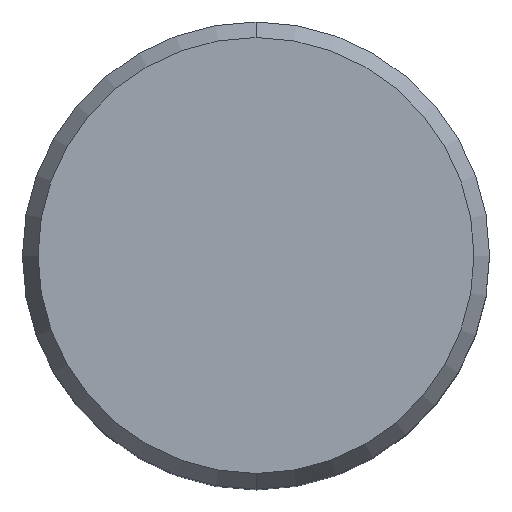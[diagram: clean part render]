
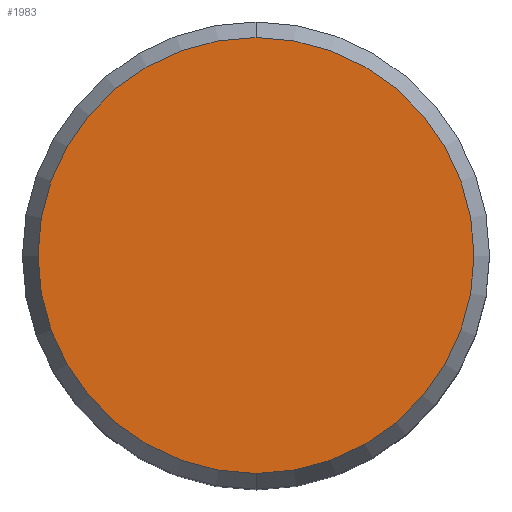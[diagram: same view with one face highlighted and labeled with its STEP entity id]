
A CAD part, top view. The second image highlights one B-rep face of the part: STEP entity #1983.
In plain terms, the highlighted planar face has unit normal (0, 0, 1).
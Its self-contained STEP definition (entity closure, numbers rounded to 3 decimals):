
#37=CARTESIAN_POINT('',(0.,0.,40.));
#38=DIRECTION('',(0.,0.,1.));
#39=DIRECTION('',(0.,1.,0.));
#40=AXIS2_PLACEMENT_3D('',#37,#38,#39);
#42=CARTESIAN_POINT('',(0.,0.,40.));
#43=DIRECTION('',(0.,0.,1.));
#44=DIRECTION('',(0.,-1.,0.));
#45=AXIS2_PLACEMENT_3D('',#42,#43,#44);
#1614=CARTESIAN_POINT('',(0.,8.4,40.));
#1615=CARTESIAN_POINT('',(0.,-8.4,40.));
#1616=VERTEX_POINT('',#1614);
#1617=VERTEX_POINT('',#1615);
#1972=CARTESIAN_POINT('',(0.,0.,40.));
#1973=DIRECTION('',(0.,0.,1.));
#1974=DIRECTION('',(1.,0.,0.));
#1975=AXIS2_PLACEMENT_3D('',#1972,#1973,#1974);
#1976=PLANE('',#1975);
#1978=ORIENTED_EDGE('',*,*,#1977,.F.);
#1980=ORIENTED_EDGE('',*,*,#1979,.F.);
#1981=EDGE_LOOP('',(#1978,#1980));
#1982=FACE_OUTER_BOUND('',#1981,.F.);
#1983=ADVANCED_FACE('',(#1982),#1976,.T.);
#41=CIRCLE('',#40,8.4);
#46=CIRCLE('',#45,8.4);
#1977=EDGE_CURVE('',#1616,#1617,#41,.T.);
#1979=EDGE_CURVE('',#1617,#1616,#46,.T.);
